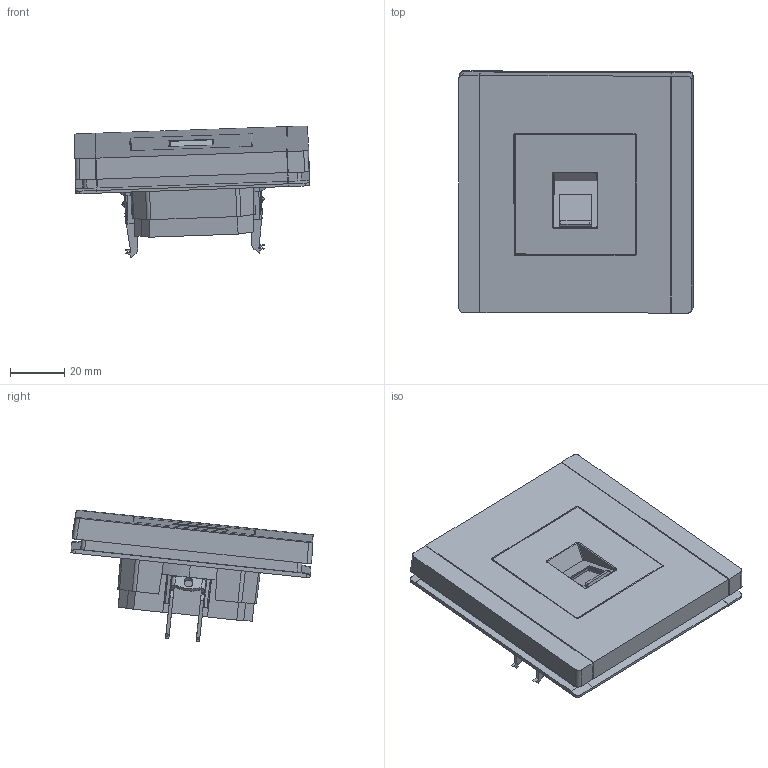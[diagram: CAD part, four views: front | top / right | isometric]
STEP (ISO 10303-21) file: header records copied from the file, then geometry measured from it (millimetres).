
FILE_DESCRIPTION (( 'STEP AP214' ), '1' );
FILE_NAME ('äëÿ êîìïà.STEP', '2025-03-12T06:20:08', ( '' ), ( '' ), 'SwSTEP 2.0', 'SolidWorks 2022', '' );
FILE_SCHEMA (( 'AUTOMOTIVE_DESIGN' ));
Length unit declared in the file: millimetre
Products named in the file (1): для компа
Bounding box: 86.81 x 89.69 x 48.86 mm (x, y, z)
Volume: 135015.3 mm3; surface area: 38752.4 mm2
Topology: 1 solids, 8 shells, 1092 faces, 3148 edges, 2063 vertices
Faces by surface type: plane 815, cylinder 244, bspline 23, cone 10
Entity records: 35963 total; most frequent: CARTESIAN_POINT 8030, ORIENTED_EDGE 6296, DIRECTION 5219, EDGE_CURVE 3148, VECTOR 2507, LINE 2507, VERTEX_POINT 2063, AXIS2_PLACEMENT_3D 1356
